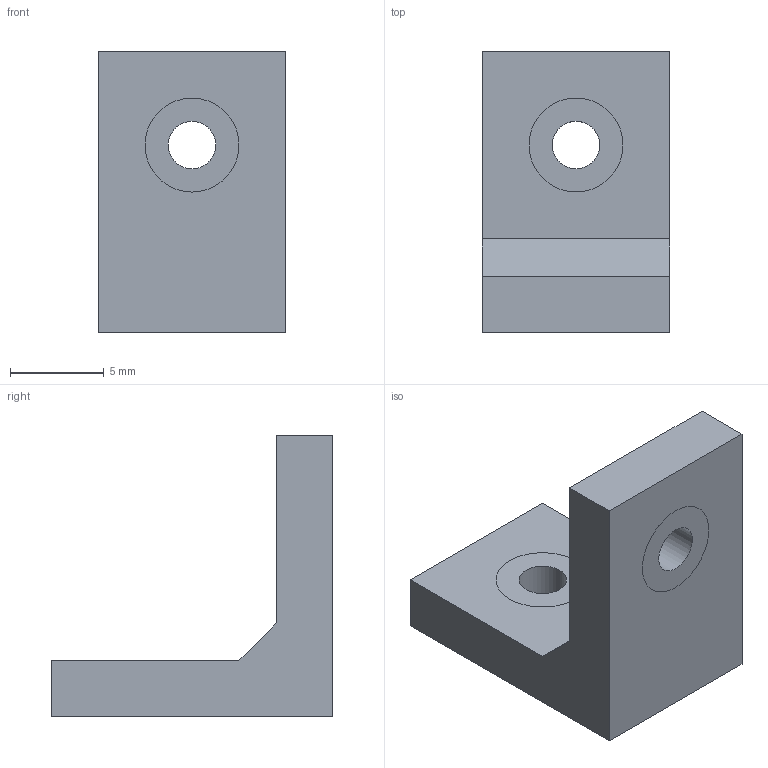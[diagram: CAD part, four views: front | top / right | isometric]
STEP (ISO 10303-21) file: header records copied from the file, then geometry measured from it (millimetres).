
FILE_DESCRIPTION(/* description */ (''),/* implementation_level */ '2;1');
FILE_NAME(/* name */ 'AXA-15-M3.step',/* time_stamp */ '2020-09-01T21:42:54+09:00',/* author */ (''),/* organization */ (''),/* preprocessor_version */ 'ST-DEVELOPER v18.1',/* originating_system */ 'Autodesk Translation Framework v9.3.0.1241',/* authorisation */ '');
FILE_SCHEMA (('AUTOMOTIVE_DESIGN { 1 0 10303 214 3 1 1 }'));
Length unit declared in the file: millimetre
Products named in the file (1): AXA-15-M3
Bounding box: 10 x 15 x 15 mm (x, y, z)
Volume: 799.9 mm3; surface area: 970.4 mm2
Topology: 3 solids, 3 shells, 19 faces, 39 edges, 26 vertices
Faces by surface type: plane 13, cylinder 6
Full cylindrical faces by diameter (mm): 2.529 x2, 5 x4
Entity records: 566 total; most frequent: DIRECTION 91, CARTESIAN_POINT 85, ORIENTED_EDGE 78, EDGE_CURVE 39, AXIS2_PLACEMENT_3D 32, EDGE_LOOP 27, LINE 27, VECTOR 27
